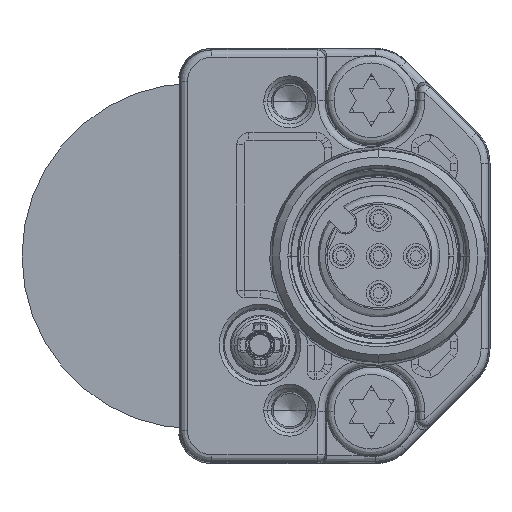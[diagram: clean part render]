
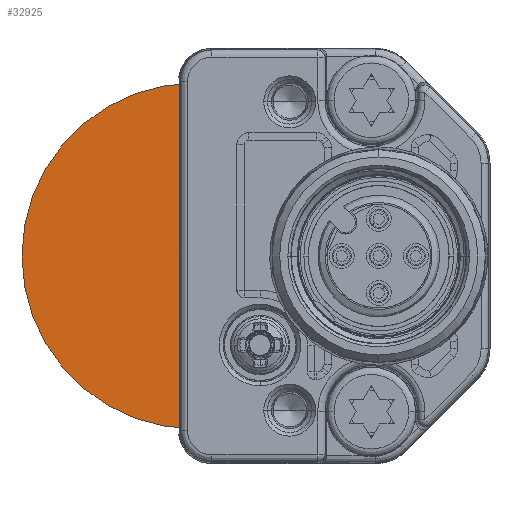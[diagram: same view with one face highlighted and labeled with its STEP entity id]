
A CAD part, left-side view. The second image highlights one B-rep face of the part: STEP entity #32925.
In plain terms, the highlighted face is planar.
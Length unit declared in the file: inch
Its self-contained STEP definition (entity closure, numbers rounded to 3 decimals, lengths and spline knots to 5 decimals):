
#32809=DIRECTION('',(1.,0.,0.));
#32810=VECTOR('',#32809,23.3);
#32811=CARTESIAN_POINT('',(-11.65,0.,438.5));
#32812=LINE('',#32811,#32810);
#32813=DIRECTION('',(0.,-1.,0.));
#32814=VECTOR('',#32813,1.5);
#32815=CARTESIAN_POINT('',(-11.65,1.5,438.5));
#32816=LINE('',#32815,#32814);
#32817=CARTESIAN_POINT('',(0.,1.5,438.5));
#32818=DIRECTION('',(0.,0.,1.));
#32819=DIRECTION('',(1.,0.,0.));
#32820=AXIS2_PLACEMENT_3D('',#32817,#32818,#32819);
#32822=DIRECTION('',(0.,1.,0.));
#32823=VECTOR('',#32822,1.5);
#32824=CARTESIAN_POINT('',(11.65,0.,438.5));
#32825=LINE('',#32824,#32823);
#32834=CARTESIAN_POINT('',(-11.65,0.,438.5));
#32835=CARTESIAN_POINT('',(11.65,0.,438.5));
#32836=VERTEX_POINT('',#32834);
#32837=VERTEX_POINT('',#32835);
#32838=CARTESIAN_POINT('',(11.65,1.5,438.5));
#32839=VERTEX_POINT('',#32838);
#32840=CARTESIAN_POINT('',(-11.65,1.5,438.5));
#32841=VERTEX_POINT('',#32840);
#32914=CARTESIAN_POINT('',(0.,0.,438.5));
#32915=DIRECTION('',(0.,0.,1.));
#32916=DIRECTION('',(1.,0.,0.));
#32917=AXIS2_PLACEMENT_3D('',#32914,#32915,#32916);
#32918=PLANE('',#32917);
#32919=ORIENTED_EDGE('',*,*,#32866,.F.);
#32920=ORIENTED_EDGE('',*,*,#32881,.F.);
#32921=ORIENTED_EDGE('',*,*,#32895,.F.);
#32922=ORIENTED_EDGE('',*,*,#32908,.F.);
#32923=EDGE_LOOP('',(#32919,#32920,#32921,#32922));
#32924=FACE_OUTER_BOUND('',#32923,.F.);
#32925=ADVANCED_FACE('',(#32924),#32918,.T.);
#32821=CIRCLE('',#32820,11.65);
#32866=EDGE_CURVE('',#32836,#32837,#32812,.T.);
#32881=EDGE_CURVE('',#32841,#32836,#32816,.T.);
#32895=EDGE_CURVE('',#32839,#32841,#32821,.T.);
#32908=EDGE_CURVE('',#32837,#32839,#32825,.T.);
